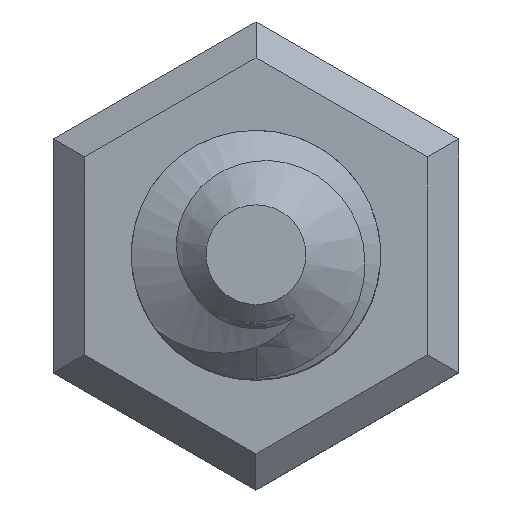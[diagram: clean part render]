
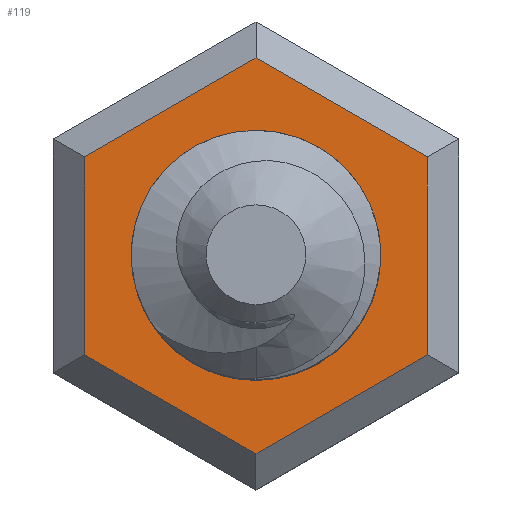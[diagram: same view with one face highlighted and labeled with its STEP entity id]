
A CAD part, top view. The second image highlights one B-rep face of the part: STEP entity #119.
In plain terms, the highlighted planar face has unit normal (0, 0, 1).
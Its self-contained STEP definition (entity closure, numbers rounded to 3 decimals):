
#119=ADVANCED_FACE('',(#3732,#3734),#3736,.T.);
#3732=FACE_BOUND('',#3733,.T.);
#3733=EDGE_LOOP('',(#4966,#4967,#4968,#4969,#4970,#4971));
#3734=FACE_BOUND('',#3735,.T.);
#3735=EDGE_LOOP('',(#4972));
#3736=PLANE('',#3737);
#3737=AXIS2_PLACEMENT_3D('',#3738,#3739,#3740);
#3738=CARTESIAN_POINT('',(0.,0.,6.8));
#3739=DIRECTION('',(0.,0.,1.));
#3740=DIRECTION('',(-1.,0.,0.));
#4966=ORIENTED_EDGE('',*,*,#5152,.T.);
#4967=ORIENTED_EDGE('',*,*,#5153,.T.);
#4968=ORIENTED_EDGE('',*,*,#5154,.T.);
#4969=ORIENTED_EDGE('',*,*,#5155,.T.);
#4970=ORIENTED_EDGE('',*,*,#5156,.T.);
#4971=ORIENTED_EDGE('',*,*,#5157,.T.);
#4972=ORIENTED_EDGE('',*,*,#5158,.F.);
#5152=EDGE_CURVE('',#5270,#5271,#5272,.T.);
#5153=EDGE_CURVE('',#5271,#5273,#5274,.T.);
#5154=EDGE_CURVE('',#5273,#5275,#5276,.T.);
#5155=EDGE_CURVE('',#5275,#5277,#5278,.T.);
#5156=EDGE_CURVE('',#5277,#5279,#5280,.T.);
#5157=EDGE_CURVE('',#5279,#5270,#5281,.T.);
#5158=EDGE_CURVE('',#5282,#5282,#5283,.T.);
#5270=VERTEX_POINT('',#6757);
#5271=VERTEX_POINT('',#6758);
#5272=LINE('',#6759,#6760);
#5273=VERTEX_POINT('',#6762);
#5274=LINE('',#6763,#6764);
#5275=VERTEX_POINT('',#6766);
#5276=LINE('',#6767,#6768);
#5277=VERTEX_POINT('',#6770);
#5278=LINE('',#6771,#6772);
#5279=VERTEX_POINT('',#6774);
#5280=LINE('',#6775,#6776);
#5281=LINE('',#6778,#6779);
#5282=VERTEX_POINT('',#6781);
#5283=CIRCLE('',#6782,4.);
#6757=CARTESIAN_POINT('',(0.,-6.351,6.8));
#6758=CARTESIAN_POINT('',(5.5,-3.175,6.8));
#6759=CARTESIAN_POINT('',(0.,-6.351,6.8));
#6760=VECTOR('',#6761,1.);
#6761=DIRECTION('',(0.866,0.5,0.));
#6762=CARTESIAN_POINT('',(5.5,3.175,6.8));
#6763=CARTESIAN_POINT('',(5.5,-3.175,6.8));
#6764=VECTOR('',#6765,1.);
#6765=DIRECTION('',(0.,1.,0.));
#6766=CARTESIAN_POINT('',(0.,6.351,6.8));
#6767=CARTESIAN_POINT('',(5.5,3.175,6.8));
#6768=VECTOR('',#6769,1.);
#6769=DIRECTION('',(-0.866,0.5,0.));
#6770=CARTESIAN_POINT('',(-5.5,3.175,6.8));
#6771=CARTESIAN_POINT('',(0.,6.351,6.8));
#6772=VECTOR('',#6773,1.);
#6773=DIRECTION('',(-0.866,-0.5,0.));
#6774=CARTESIAN_POINT('',(-5.5,-3.175,6.8));
#6775=CARTESIAN_POINT('',(-5.5,3.175,6.8));
#6776=VECTOR('',#6777,1.);
#6777=DIRECTION('',(0.,-1.,0.));
#6778=CARTESIAN_POINT('',(-5.5,-3.175,6.8));
#6779=VECTOR('',#6780,1.);
#6780=DIRECTION('',(0.866,-0.5,0.));
#6781=CARTESIAN_POINT('',(0.,-4.,6.8));
#6782=AXIS2_PLACEMENT_3D('',#6783,#6784,#6785);
#6783=CARTESIAN_POINT('',(0.,0.,6.8));
#6784=DIRECTION('',(0.,0.,1.));
#6785=DIRECTION('',(0.,-1.,0.));
